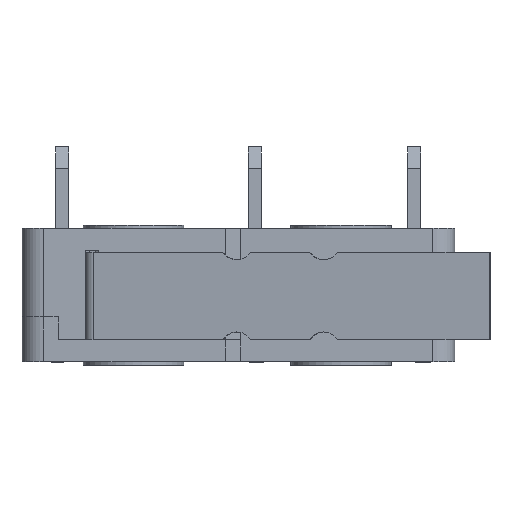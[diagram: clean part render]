
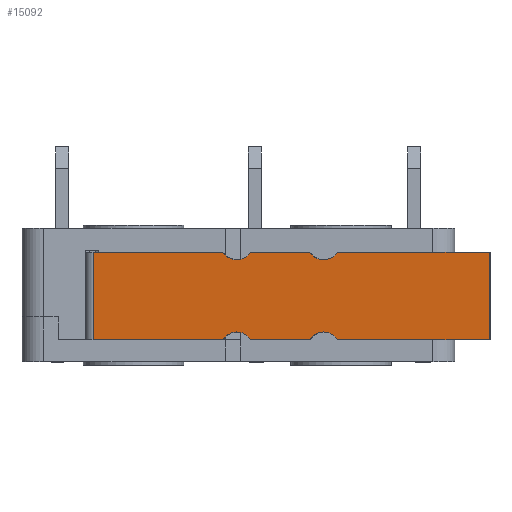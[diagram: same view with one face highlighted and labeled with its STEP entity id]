
A CAD part, top view. The second image highlights one B-rep face of the part: STEP entity #15092.
In plain terms, the highlighted planar face has unit normal (-0.113, 0, 0.994).
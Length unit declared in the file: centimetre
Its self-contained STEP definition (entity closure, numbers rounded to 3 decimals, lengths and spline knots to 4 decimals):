
#800=CIRCLE('',#15926,0.075);
#803=CIRCLE('',#15930,0.075);
#805=CIRCLE('',#15933,0.075);
#806=CIRCLE('',#15935,0.075);
#1021=FACE_OUTER_BOUND('',#1849,.T.);
#1849=EDGE_LOOP('',(#10327,#10328,#10329,#10330,#10331,#10332,#10333,#10334,
#10335,#10336,#10337,#10338));
#2885=LINE('',#20094,#4602);
#2886=LINE('',#20097,#4603);
#2896=LINE('',#20113,#4613);
#2899=LINE('',#20121,#4616);
#2900=LINE('',#20124,#4617);
#2905=LINE('',#20134,#4622);
#2906=LINE('',#20135,#4623);
#2907=LINE('',#20136,#4624);
#4602=VECTOR('',#16935,1.);
#4603=VECTOR('',#16938,1.);
#4613=VECTOR('',#16952,1.);
#4616=VECTOR('',#16959,1.);
#4617=VECTOR('',#16964,1.);
#4622=VECTOR('',#16975,1.);
#4623=VECTOR('',#16976,1.);
#4624=VECTOR('',#16977,1.);
#6246=VERTEX_POINT('',#20049);
#6248=VERTEX_POINT('',#20052);
#6251=VERTEX_POINT('',#20059);
#6253=VERTEX_POINT('',#20063);
#6255=VERTEX_POINT('',#20068);
#6257=VERTEX_POINT('',#20072);
#6258=VERTEX_POINT('',#20076);
#6260=VERTEX_POINT('',#20079);
#6265=VERTEX_POINT('',#20092);
#6266=VERTEX_POINT('',#20096);
#6270=VERTEX_POINT('',#20111);
#6273=VERTEX_POINT('',#20120);
#7823=EDGE_CURVE('',#6248,#6246,#800,.T.);
#7829=EDGE_CURVE('',#6251,#6253,#803,.T.);
#7833=EDGE_CURVE('',#6255,#6257,#805,.T.);
#7835=EDGE_CURVE('',#6260,#6258,#806,.T.);
#7843=EDGE_CURVE('',#6253,#6265,#2885,.T.);
#7844=EDGE_CURVE('',#6266,#6255,#2886,.T.);
#7854=EDGE_CURVE('',#6258,#6270,#2896,.T.);
#7858=EDGE_CURVE('',#6273,#6248,#2899,.T.);
#7860=EDGE_CURVE('',#6246,#6260,#2900,.T.);
#7865=EDGE_CURVE('',#6266,#6270,#2905,.T.);
#7866=EDGE_CURVE('',#6257,#6251,#2906,.T.);
#7867=EDGE_CURVE('',#6273,#6265,#2907,.T.);
#10327=ORIENTED_EDGE('',*,*,#7823,.T.);
#10328=ORIENTED_EDGE('',*,*,#7860,.T.);
#10329=ORIENTED_EDGE('',*,*,#7835,.T.);
#10330=ORIENTED_EDGE('',*,*,#7854,.T.);
#10331=ORIENTED_EDGE('',*,*,#7865,.F.);
#10332=ORIENTED_EDGE('',*,*,#7844,.T.);
#10333=ORIENTED_EDGE('',*,*,#7833,.T.);
#10334=ORIENTED_EDGE('',*,*,#7866,.T.);
#10335=ORIENTED_EDGE('',*,*,#7829,.T.);
#10336=ORIENTED_EDGE('',*,*,#7843,.T.);
#10337=ORIENTED_EDGE('',*,*,#7867,.F.);
#10338=ORIENTED_EDGE('',*,*,#7858,.T.);
#14551=PLANE('',#15949);
#15092=ADVANCED_FACE('',(#1021),#14551,.T.);
#15926=AXIS2_PLACEMENT_3D('',#20053,#16897,#16898);
#15930=AXIS2_PLACEMENT_3D('',#20065,#16908,#16909);
#15933=AXIS2_PLACEMENT_3D('',#20074,#16916,#16917);
#15935=AXIS2_PLACEMENT_3D('',#20080,#16921,#16922);
#15949=AXIS2_PLACEMENT_3D('',#20133,#16973,#16974);
#16897=DIRECTION('center_axis',(0.113,0.,
-0.994));
#16898=DIRECTION('ref_axis',(-0.994,0.,-0.113));
#16908=DIRECTION('center_axis',(0.113,0.,
-0.994));
#16909=DIRECTION('ref_axis',(-0.994,0.,-0.113));
#16916=DIRECTION('center_axis',(0.113,0.,
-0.994));
#16917=DIRECTION('ref_axis',(-0.994,0.,-0.113));
#16921=DIRECTION('center_axis',(0.113,0.,
-0.994));
#16922=DIRECTION('ref_axis',(-0.994,0.,-0.113));
#16935=DIRECTION('',(-0.994,0.,-0.113));
#16938=DIRECTION('',(-0.994,0.,-0.113));
#16952=DIRECTION('',(0.994,0.,0.113));
#16959=DIRECTION('',(0.994,0.,0.113));
#16964=DIRECTION('',(0.994,0.,0.113));
#16973=DIRECTION('center_axis',(-0.113,0.,
0.994));
#16974=DIRECTION('ref_axis',(0.994,0.,0.113));
#16975=DIRECTION('',(0.,-1.,0.));
#16976=DIRECTION('',(-0.994,0.,-0.113));
#16977=DIRECTION('',(0.,1.,0.));
#20049=CARTESIAN_POINT('',(0.5356,-0.51,0.9632));
#20052=CARTESIAN_POINT('',(0.4095,-0.51,0.9489));
#20053=CARTESIAN_POINT('Origin',(0.4726,-0.55,0.9561));
#20059=CARTESIAN_POINT('',(0.5356,-0.11,0.9632));
#20063=CARTESIAN_POINT('',(0.4095,-0.11,0.9489));
#20065=CARTESIAN_POINT('Origin',(0.4726,-0.07,
0.9561));
#20068=CARTESIAN_POINT('',(0.933,-0.11,1.0085));
#20072=CARTESIAN_POINT('',(0.807,-0.11,0.9942));
#20074=CARTESIAN_POINT('Origin',(0.87,-0.07,
1.0013));
#20076=CARTESIAN_POINT('',(0.933,-0.51,1.0085));
#20079=CARTESIAN_POINT('',(0.807,-0.51,0.9942));
#20080=CARTESIAN_POINT('Origin',(0.87,-0.55,1.0013));
#20092=CARTESIAN_POINT('',(-0.1832,-0.11,0.8814));
#20094=CARTESIAN_POINT('',(-0.1832,-0.11,0.8814));
#20096=CARTESIAN_POINT('',(1.6281,-0.11,1.0877));
#20097=CARTESIAN_POINT('',(-0.1832,-0.11,0.8814));
#20111=CARTESIAN_POINT('',(1.6281,-0.51,1.0877));
#20113=CARTESIAN_POINT('',(-0.1832,-0.51,0.8814));
#20120=CARTESIAN_POINT('',(-0.1832,-0.51,0.8814));
#20121=CARTESIAN_POINT('',(-0.1832,-0.51,0.8814));
#20124=CARTESIAN_POINT('',(-0.1832,-0.51,0.8814));
#20133=CARTESIAN_POINT('Origin',(1.6281,-0.31,1.0877));
#20134=CARTESIAN_POINT('',(1.6281,-0.31,1.0877));
#20135=CARTESIAN_POINT('',(-0.1832,-0.11,0.8814));
#20136=CARTESIAN_POINT('',(-0.1832,-0.31,0.8814));
